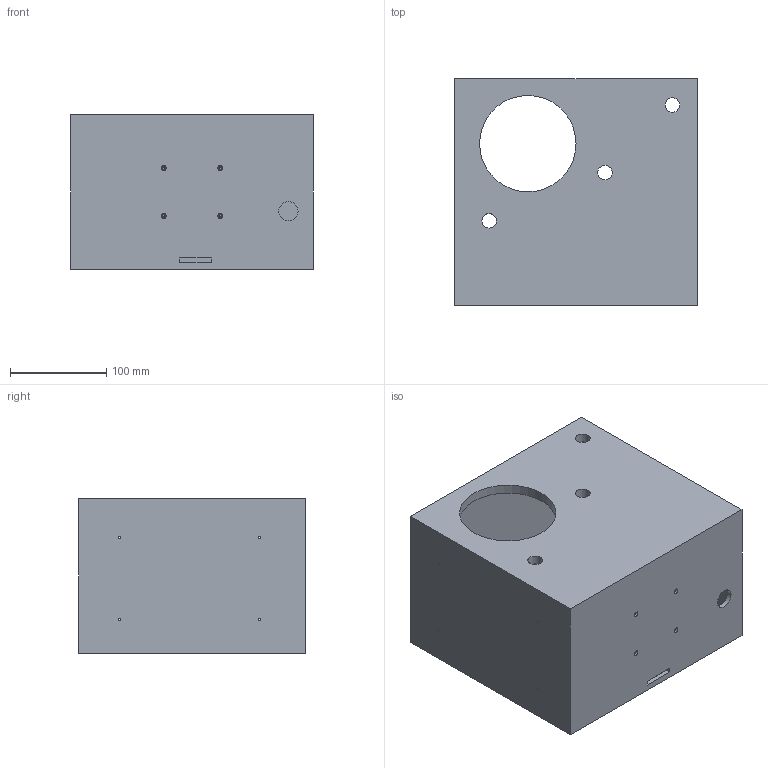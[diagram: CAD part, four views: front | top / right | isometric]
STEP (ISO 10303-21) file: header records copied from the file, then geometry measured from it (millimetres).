
FILE_DESCRIPTION(/* description */ (''),/* implementation_level */ '2;1');
FILE_NAME(/* name */ 'Main_Lid.step',/* time_stamp */ '2025-08-14T18:05:51+01:00',/* author */ (''),/* organization */ (''),/* preprocessor_version */ 'ST-DEVELOPER v20.1',/* originating_system */ 'Autodesk Translation Framework v14.10.0.0',/* authorisation */ '');
FILE_SCHEMA (('AUTOMOTIVE_DESIGN { 1 0 10303 214 3 1 1 }'));
Length unit declared in the file: millimetre
Products named in the file (1): main lid
Bounding box: 252 x 235 x 160 mm (x, y, z)
Volume: 1193060.6 mm3; surface area: 402550.9 mm2
Topology: 1 solids, 1 shells, 40 faces, 99 edges, 66 vertices
Faces by surface type: cylinder 21, plane 19
Full cylindrical faces by diameter (mm): 2.5 x8, 2.7 x4, 5.2 x4, 15 x3, 20 x1, 100 x1
Entity records: 1317 total; most frequent: DIRECTION 223, CARTESIAN_POINT 206, ORIENTED_EDGE 198, EDGE_CURVE 99, AXIS2_PLACEMENT_3D 83, EDGE_LOOP 81, VERTEX_POINT 66, LINE 57
